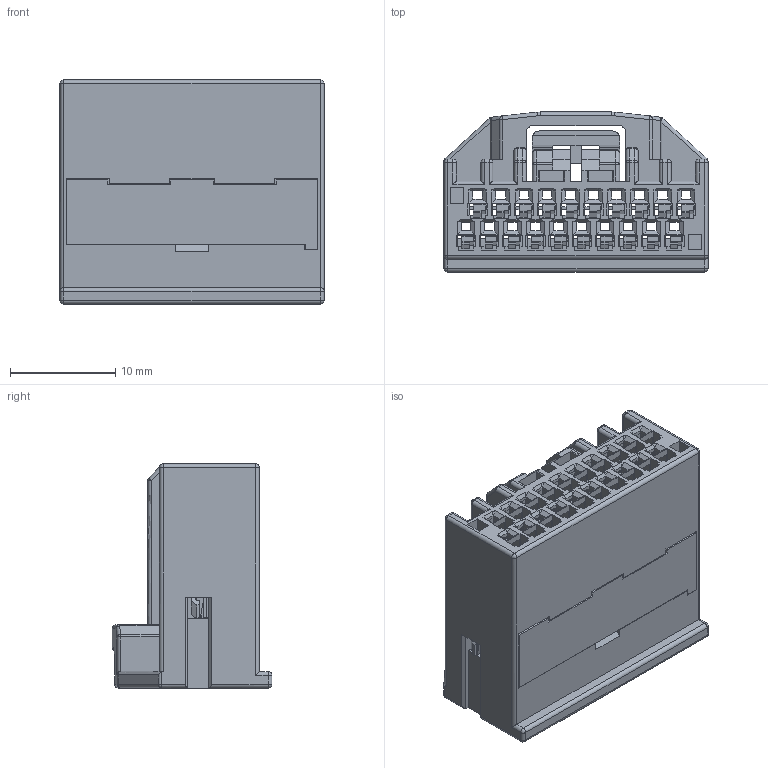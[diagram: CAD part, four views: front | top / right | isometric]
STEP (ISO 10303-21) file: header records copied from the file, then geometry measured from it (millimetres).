
FILE_DESCRIPTION( ('This file contains a STEP AP42 implementation' ,'as created by ZW3D STEP Interface translator.') ,'2;1' );
FILE_NAME( '72230-2FC020AB00BA1.stp' ,'231026.1731 3', (''), ('ZWCAD Software Co.'), 'Version 1.0', 'ZW3D to STEP translator', '' );
FILE_SCHEMA(('AUTOMOTIVE_DESIGN { 1 0 10303 214 1 1 1 1 }'));
Length unit declared in the file: millimetre
Products named in the file (2): 0; 72230-2FC020AB00BA1
Bounding box: 25.1 x 15.2 x 21.3 mm (x, y, z)
Volume: 2898.9 mm3; surface area: 7658 mm2
Topology: 1 solids, 1 shells, 1771 faces, 5267 edges, 3431 vertices
Faces by surface type: plane 1557, cylinder 102, bspline 90, sphere 22
Entity records: 75228 total; most frequent: CARTESIAN_POINT 34146, ORIENTED_EDGE 10534, EDGE_CURVE 5267, DIRECTION 4639, B_SPLINE_CURVE_WITH_KNOTS 4036, VERTEX_POINT 3431, EDGE_LOOP 1896, FACE_OUTER_BOUND 1771
